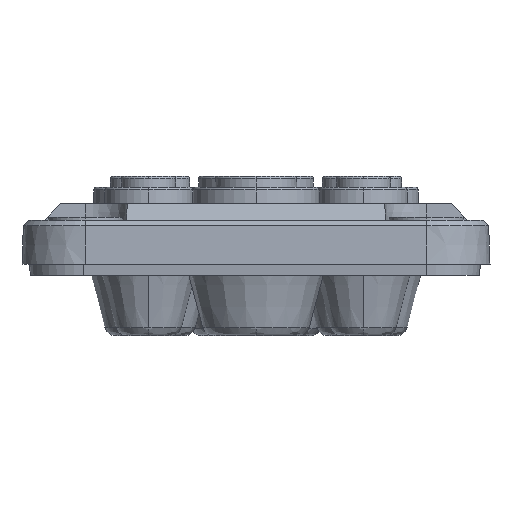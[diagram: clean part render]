
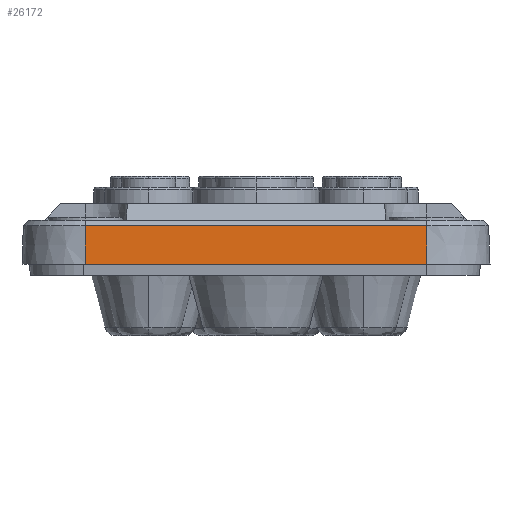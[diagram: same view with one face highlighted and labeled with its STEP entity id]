
A CAD part, left-side view. The second image highlights one B-rep face of the part: STEP entity #26172.
In plain terms, the highlighted planar face has unit normal (-0.999, 0, 0.035).
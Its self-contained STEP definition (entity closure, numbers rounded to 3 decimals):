
#333 = VECTOR ( 'NONE', #1576, 1000. ) ;
#1576 = DIRECTION ( 'NONE',  ( -0.035, 0., -0.999 ) ) ;
#4906 = CARTESIAN_POINT ( 'NONE',  ( -108., -31., 0. ) ) ;
#5330 = LINE ( 'NONE', #33091, #36122 ) ;
#8176 = PLANE ( 'NONE',  #43770 ) ;
#8468 = VERTEX_POINT ( 'NONE', #34596 ) ;
#11332 = DIRECTION ( 'NONE',  ( 0.035, 0., 0.999 ) ) ;
#12432 = EDGE_CURVE ( 'NONE', #21608, #33117, #35410, .T. ) ;
#15657 = LINE ( 'NONE', #37215, #25903 ) ;
#16367 = EDGE_CURVE ( 'NONE', #8468, #30453, #5330, .T. ) ;
#17257 = FACE_OUTER_BOUND ( 'NONE', #26927, .T. ) ;
#18580 = CARTESIAN_POINT ( 'NONE',  ( -108., -31., 0. ) ) ;
#20295 = ORIENTED_EDGE ( 'NONE', *, *, #34826, .F. ) ;
#20503 = CARTESIAN_POINT ( 'NONE',  ( -107.756, -31., 7.001 ) ) ;
#21608 = VERTEX_POINT ( 'NONE', #20503 ) ;
#23847 = CARTESIAN_POINT ( 'NONE',  ( -108., 31., 0. ) ) ;
#23967 = ORIENTED_EDGE ( 'NONE', *, *, #16367, .T. ) ;
#24065 = DIRECTION ( 'NONE',  ( 0., -1., 0. ) ) ;
#25640 = CARTESIAN_POINT ( 'NONE',  ( -108., -31., 0. ) ) ;
#25736 = EDGE_CURVE ( 'NONE', #30453, #33117, #15657, .T. ) ;
#25903 = VECTOR ( 'NONE', #40427, 1000. ) ;
#26172 = ADVANCED_FACE ( 'NONE', ( #17257 ), #8176, .T. ) ;
#26927 = EDGE_LOOP ( 'NONE', ( #29203, #37545, #20295, #23967 ) ) ;
#27295 = VECTOR ( 'NONE', #24065, 1000. ) ;
#28862 = DIRECTION ( 'NONE',  ( -0.999, 0., 0.035 ) ) ;
#29203 = ORIENTED_EDGE ( 'NONE', *, *, #25736, .T. ) ;
#29311 = DIRECTION ( 'NONE',  ( -0.035, 0., -0.999 ) ) ;
#30453 = VERTEX_POINT ( 'NONE', #23847 ) ;
#33091 = CARTESIAN_POINT ( 'NONE',  ( -108., 31., 0. ) ) ;
#33117 = VERTEX_POINT ( 'NONE', #18580 ) ;
#34087 = CARTESIAN_POINT ( 'NONE',  ( -107.756, 5.75, 7.001 ) ) ;
#34596 = CARTESIAN_POINT ( 'NONE',  ( -107.756, 31., 7.001 ) ) ;
#34826 = EDGE_CURVE ( 'NONE', #8468, #21608, #40318, .T. ) ;
#35410 = LINE ( 'NONE', #4906, #333 ) ;
#36122 = VECTOR ( 'NONE', #29311, 1000. ) ;
#37215 = CARTESIAN_POINT ( 'NONE',  ( -108., -31., 0. ) ) ;
#37545 = ORIENTED_EDGE ( 'NONE', *, *, #12432, .F. ) ;
#40318 = LINE ( 'NONE', #34087, #27295 ) ;
#40427 = DIRECTION ( 'NONE',  ( 0., -1., 0. ) ) ;
#43770 = AXIS2_PLACEMENT_3D ( 'NONE', #25640, #28862, #11332 ) ;
